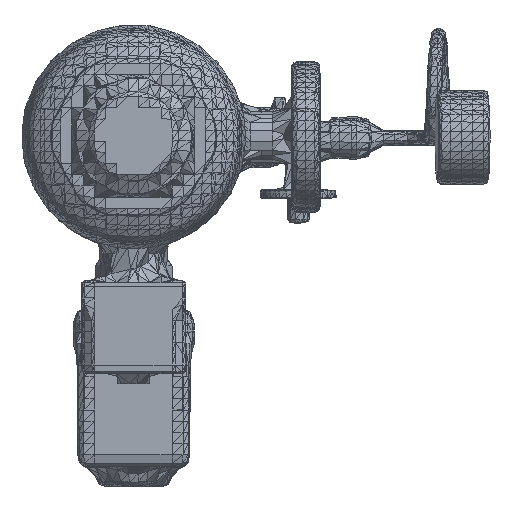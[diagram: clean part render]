
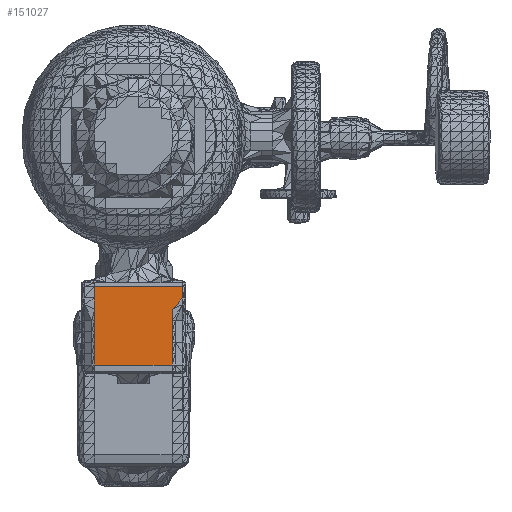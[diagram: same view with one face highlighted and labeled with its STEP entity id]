
A CAD part, top view. The second image highlights one B-rep face of the part: STEP entity #151027.
In plain terms, the highlighted planar face has unit normal (0, 0, 1).
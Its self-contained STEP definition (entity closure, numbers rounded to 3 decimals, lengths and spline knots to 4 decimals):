
#24584=DIRECTION('',(-1.,0.,0.));
#24585=VECTOR('',#24584,1.6146);
#24586=CARTESIAN_POINT('',(0.7993,6.2193,
7.0669));
#24587=LINE('',#24586,#24585);
#24608=DIRECTION('',(0.,1.,0.));
#24609=VECTOR('',#24608,0.2326);
#24610=CARTESIAN_POINT('',(-0.8153,6.2193,
7.0669));
#24611=LINE('',#24610,#24609);
#24664=DIRECTION('',(0.,1.,0.));
#24665=VECTOR('',#24664,0.2326);
#24666=CARTESIAN_POINT('',(-0.8153,7.1497,
7.0669));
#24667=LINE('',#24666,#24665);
#24676=DIRECTION('',(0.,1.,0.));
#24677=VECTOR('',#24676,0.2326);
#24678=CARTESIAN_POINT('',(-0.8153,6.9171,
7.0669));
#24679=LINE('',#24678,#24677);
#24688=DIRECTION('',(0.,1.,0.));
#24689=VECTOR('',#24688,0.2326);
#24690=CARTESIAN_POINT('',(-0.8153,6.6845,
7.0669));
#24691=LINE('',#24690,#24689);
#24700=DIRECTION('',(0.,1.,0.));
#24701=VECTOR('',#24700,0.2326);
#24702=CARTESIAN_POINT('',(-0.8153,6.4519,
7.0669));
#24703=LINE('',#24702,#24701);
#24704=DIRECTION('',(-1.,0.,0.));
#24705=VECTOR('',#24704,1.8461);
#24706=CARTESIAN_POINT('',(1.0236,7.8474,7.0669));
#24707=LINE('',#24706,#24705);
#24708=DIRECTION('',(0.,1.,0.));
#24709=VECTOR('',#24708,0.2326);
#24710=CARTESIAN_POINT('',(1.0236,7.6148,7.0669));
#24711=LINE('',#24710,#24709);
#24712=DIRECTION('',(0.,1.,0.));
#24713=VECTOR('',#24712,0.2326);
#24714=CARTESIAN_POINT('',(0.7993,7.1497,
7.0669));
#24715=LINE('',#24714,#24713);
#24716=DIRECTION('',(0.,1.,0.));
#24717=VECTOR('',#24716,0.2326);
#24718=CARTESIAN_POINT('',(0.7993,6.9171,
7.0669));
#24719=LINE('',#24718,#24717);
#24720=DIRECTION('',(0.,1.,0.));
#24721=VECTOR('',#24720,0.2326);
#24722=CARTESIAN_POINT('',(0.7993,6.6845,
7.0669));
#24723=LINE('',#24722,#24721);
#24724=DIRECTION('',(0.,1.,0.));
#24725=VECTOR('',#24724,0.2326);
#24726=CARTESIAN_POINT('',(0.7993,6.4519,
7.0669));
#24727=LINE('',#24726,#24725);
#24728=DIRECTION('',(0.,1.,0.));
#24729=VECTOR('',#24728,0.2326);
#24730=CARTESIAN_POINT('',(0.7993,6.2193,
7.0669));
#24731=LINE('',#24730,#24729);
#24736=DIRECTION('',(-0.031,1.,0.));
#24737=VECTOR('',#24736,0.2327);
#24738=CARTESIAN_POINT('',(-0.8153,7.3823,
7.0669));
#24739=LINE('',#24738,#24737);
#25332=DIRECTION('',(0.,1.,0.));
#25333=VECTOR('',#25332,0.2326);
#25334=CARTESIAN_POINT('',(-0.8225,7.6148,
7.0669));
#25335=LINE('',#25334,#25333);
#31960=DIRECTION('',(-0.694,-0.72,
0.));
#31961=VECTOR('',#31960,0.3232);
#31962=CARTESIAN_POINT('',(1.0236,7.6148,7.0669));
#31963=LINE('',#31962,#31961);
#89670=CARTESIAN_POINT('',(-0.8153,6.2193,
7.0669));
#89671=VERTEX_POINT('',#89670);
#89682=CARTESIAN_POINT('',(-0.8153,6.4519,
7.0669));
#89683=VERTEX_POINT('',#89682);
#89704=CARTESIAN_POINT('',(-0.8153,6.6845,
7.0669));
#89705=VERTEX_POINT('',#89704);
#89748=CARTESIAN_POINT('',(-0.8153,6.9171,
7.0669));
#89749=VERTEX_POINT('',#89748);
#89782=CARTESIAN_POINT('',(-0.8153,7.1497,
7.0669));
#89783=VERTEX_POINT('',#89782);
#89794=CARTESIAN_POINT('',(-0.8153,7.3823,
7.0669));
#89795=VERTEX_POINT('',#89794);
#89804=CARTESIAN_POINT('',(-0.8225,7.6148,
7.0669));
#89805=VERTEX_POINT('',#89804);
#89808=CARTESIAN_POINT('',(-0.8225,7.8474,
7.0669));
#89809=VERTEX_POINT('',#89808);
#94060=CARTESIAN_POINT('',(0.7993,6.2193,
7.0669));
#94061=VERTEX_POINT('',#94060);
#94870=CARTESIAN_POINT('',(0.7993,6.4519,
7.0669));
#94871=VERTEX_POINT('',#94870);
#94890=CARTESIAN_POINT('',(0.7993,6.6845,
7.0669));
#94891=VERTEX_POINT('',#94890);
#94908=CARTESIAN_POINT('',(0.7993,6.9171,
7.0669));
#94909=VERTEX_POINT('',#94908);
#94946=CARTESIAN_POINT('',(0.7993,7.1497,
7.0669));
#94947=VERTEX_POINT('',#94946);
#94960=CARTESIAN_POINT('',(0.7993,7.3823,
7.0669));
#94961=VERTEX_POINT('',#94960);
#94972=CARTESIAN_POINT('',(1.0236,7.6148,7.0669));
#94973=VERTEX_POINT('',#94972);
#94998=CARTESIAN_POINT('',(1.0236,7.8474,7.0669));
#94999=VERTEX_POINT('',#94998);
#150994=CARTESIAN_POINT('',(-0.8153,6.2193,
7.0669));
#150995=DIRECTION('',(0.,0.,1.));
#150996=DIRECTION('',(1.,0.,0.));
#150997=AXIS2_PLACEMENT_3D('',#150994,#150995,#150996);
#150998=PLANE('',#150997);
#150999=ORIENTED_EDGE('',*,*,#150757,.T.);
#151000=ORIENTED_EDGE('',*,*,#150797,.T.);
#151001=ORIENTED_EDGE('',*,*,#150989,.T.);
#151002=ORIENTED_EDGE('',*,*,#150965,.T.);
#151003=ORIENTED_EDGE('',*,*,#150940,.T.);
#151004=ORIENTED_EDGE('',*,*,#150915,.T.);
#151006=ORIENTED_EDGE('',*,*,#151005,.T.);
#151008=ORIENTED_EDGE('',*,*,#151007,.T.);
#151010=ORIENTED_EDGE('',*,*,#151009,.F.);
#151012=ORIENTED_EDGE('',*,*,#151011,.F.);
#151014=ORIENTED_EDGE('',*,*,#151013,.T.);
#151016=ORIENTED_EDGE('',*,*,#151015,.F.);
#151018=ORIENTED_EDGE('',*,*,#151017,.F.);
#151020=ORIENTED_EDGE('',*,*,#151019,.F.);
#151022=ORIENTED_EDGE('',*,*,#151021,.F.);
#151024=ORIENTED_EDGE('',*,*,#151023,.F.);
#151025=EDGE_LOOP('',(#150999,#151000,#151001,#151002,#151003,#151004,#151006,
#151008,#151010,#151012,#151014,#151016,#151018,#151020,#151022,#151024));
#151026=FACE_OUTER_BOUND('',#151025,.F.);
#151027=ADVANCED_FACE('',(#151026),#150998,.T.);
#150757=EDGE_CURVE('',#94061,#89671,#24587,.T.);
#150797=EDGE_CURVE('',#89671,#89683,#24611,.T.);
#150915=EDGE_CURVE('',#89783,#89795,#24667,.T.);
#150940=EDGE_CURVE('',#89749,#89783,#24679,.T.);
#150965=EDGE_CURVE('',#89705,#89749,#24691,.T.);
#150989=EDGE_CURVE('',#89683,#89705,#24703,.T.);
#151005=EDGE_CURVE('',#89795,#89805,#24739,.T.);
#151007=EDGE_CURVE('',#89805,#89809,#25335,.T.);
#151009=EDGE_CURVE('',#94999,#89809,#24707,.T.);
#151011=EDGE_CURVE('',#94973,#94999,#24711,.T.);
#151013=EDGE_CURVE('',#94973,#94961,#31963,.T.);
#151015=EDGE_CURVE('',#94947,#94961,#24715,.T.);
#151017=EDGE_CURVE('',#94909,#94947,#24719,.T.);
#151019=EDGE_CURVE('',#94891,#94909,#24723,.T.);
#151021=EDGE_CURVE('',#94871,#94891,#24727,.T.);
#151023=EDGE_CURVE('',#94061,#94871,#24731,.T.);
